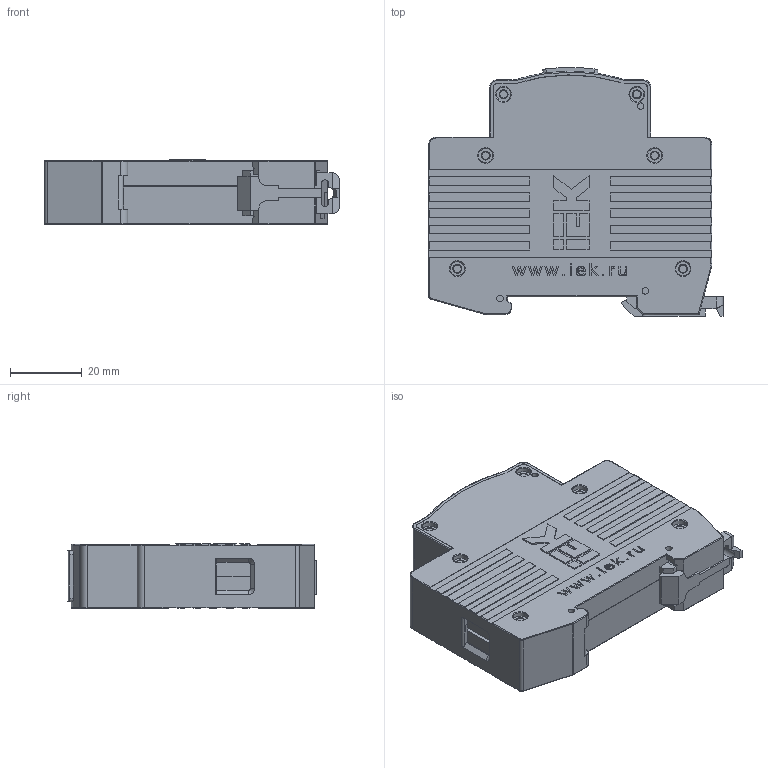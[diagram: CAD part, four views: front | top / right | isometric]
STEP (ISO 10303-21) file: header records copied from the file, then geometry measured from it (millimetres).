
FILE_DESCRIPTION (( 'STEP AP214' ), '1' );
FILE_NAME ('01.03.03.04 Ñèãíàëüíàÿ ëàìïà ËÑ-47 (êðàñíàÿ) (íåîí) ÈÝÊ.STEP', '2017-03-10T12:27:33', ( 'user' ), ( '' ), 'SwSTEP 2.0', 'SolidWorks 2014', '' );
FILE_SCHEMA (( 'AUTOMOTIVE_DESIGN' ));
Length unit declared in the file: millimetre
Products named in the file (1): 01.03.03.04 Ñèãíàëüíàÿ ëàìïà ËÑ-47 (êðàñíàÿ) (íåîí) ÈÝÊ
Bounding box: 82.24 x 69.47 x 18 mm (x, y, z)
Volume: 72506.1 mm3; surface area: 26216 mm2
Topology: 1 solids, 13 shells, 1423 faces, 3903 edges, 2542 vertices
Faces by surface type: plane 899, bspline 244, cylinder 225, cone 53, torus 1, sphere 1
Full cylindrical faces by diameter (mm): 1.8 x6, 2.1 x12, 3.5 x6, 3.6 x6, 4 x12, 7.6 x2
Entity records: 46413 total; most frequent: CARTESIAN_POINT 12355, ORIENTED_EDGE 7602, DIRECTION 6011, EDGE_CURVE 3801, LINE 2715, VECTOR 2715, VERTEX_POINT 2521, AXIS2_PLACEMENT_3D 1648
